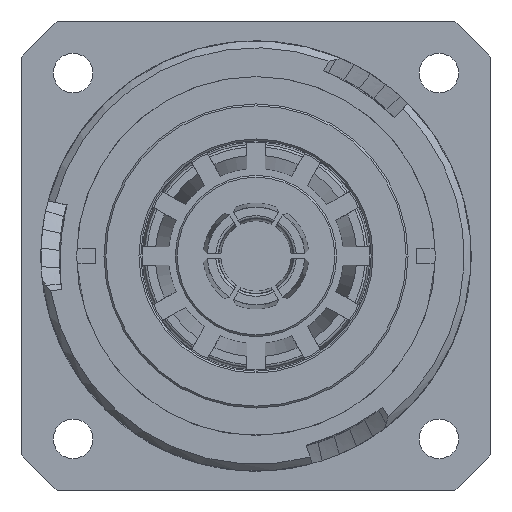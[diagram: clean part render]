
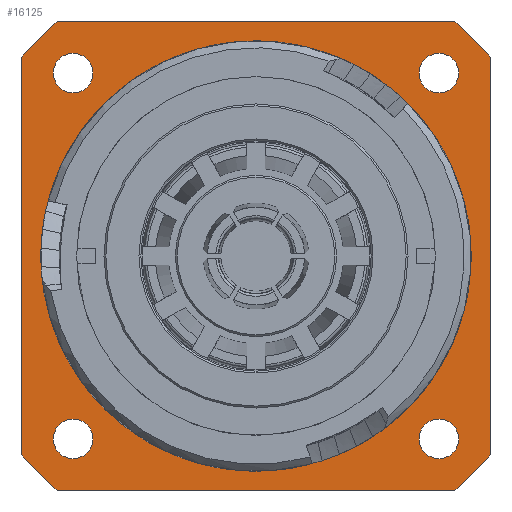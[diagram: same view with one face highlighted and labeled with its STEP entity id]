
A CAD part, left-side view. The second image highlights one B-rep face of the part: STEP entity #16125.
In plain terms, the highlighted planar face has unit normal (-1, 0, 0).
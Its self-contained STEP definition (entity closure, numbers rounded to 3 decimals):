
#327=CARTESIAN_POINT('',(24.15,0.,0.));
#328=DIRECTION('',(1.,0.,0.));
#329=DIRECTION('',(0.,1.,0.));
#330=AXIS2_PLACEMENT_3D('',#327,#328,#329);
#1271=CARTESIAN_POINT('',(24.15,0.,0.));
#1272=DIRECTION('',(-1.,0.,0.));
#1273=DIRECTION('',(0.,1.,0.));
#1274=AXIS2_PLACEMENT_3D('',#1271,#1272,#1273);
#2994=DIRECTION('',(0.,1.,0.));
#2995=VECTOR('',#2994,43.192);
#2996=CARTESIAN_POINT('',(24.15,-21.596,-25.4));
#2997=LINE('816',#2996,#2995);
#2998=CARTESIAN_POINT('',(24.15,0.,0.));
#2999=DIRECTION('',(-1.,0.,0.));
#3000=DIRECTION('',(0.,0.762,-0.648));
#3001=AXIS2_PLACEMENT_3D('',#2998,#2999,#3000);
#3003=DIRECTION('',(0.,0.,1.));
#3004=VECTOR('',#3003,43.192);
#3005=CARTESIAN_POINT('',(24.15,25.4,-21.596));
#3006=LINE('819',#3005,#3004);
#3007=CARTESIAN_POINT('',(24.15,0.,0.));
#3008=DIRECTION('',(1.,0.,0.));
#3009=DIRECTION('',(0.,0.762,0.648));
#3010=AXIS2_PLACEMENT_3D('',#3007,#3008,#3009);
#3012=DIRECTION('',(0.,-1.,0.));
#3013=VECTOR('',#3012,43.192);
#3014=CARTESIAN_POINT('',(24.15,21.596,25.4));
#3015=LINE('818',#3014,#3013);
#3016=CARTESIAN_POINT('',(24.15,0.,0.));
#3017=DIRECTION('',(1.,0.,0.));
#3018=DIRECTION('',(0.,-0.648,0.762));
#3019=AXIS2_PLACEMENT_3D('',#3016,#3017,#3018);
#3021=DIRECTION('',(0.,0.,-1.));
#3022=VECTOR('',#3021,43.192);
#3023=CARTESIAN_POINT('',(24.15,-25.4,21.596));
#3024=LINE('817',#3023,#3022);
#3025=CARTESIAN_POINT('',(24.15,0.,0.));
#3026=DIRECTION('',(-1.,0.,0.));
#3027=DIRECTION('',(0.,-0.648,-0.762));
#3028=AXIS2_PLACEMENT_3D('',#3025,#3026,#3027);
#3030=CARTESIAN_POINT('',(24.15,19.85,-19.85));
#3031=DIRECTION('',(-1.,0.,0.));
#3032=DIRECTION('',(0.,0.,1.));
#3033=AXIS2_PLACEMENT_3D('',#3030,#3031,#3032);
#3035=CARTESIAN_POINT('',(24.15,19.85,-19.85));
#3036=DIRECTION('',(-1.,0.,0.));
#3037=DIRECTION('',(0.,0.,-1.));
#3038=AXIS2_PLACEMENT_3D('',#3035,#3036,#3037);
#3040=CARTESIAN_POINT('',(24.15,19.85,19.85));
#3041=DIRECTION('',(-1.,0.,0.));
#3042=DIRECTION('',(0.,0.,1.));
#3043=AXIS2_PLACEMENT_3D('',#3040,#3041,#3042);
#3045=CARTESIAN_POINT('',(24.15,19.85,19.85));
#3046=DIRECTION('',(-1.,0.,0.));
#3047=DIRECTION('',(0.,0.,-1.));
#3048=AXIS2_PLACEMENT_3D('',#3045,#3046,#3047);
#3050=CARTESIAN_POINT('',(24.15,-19.85,19.85));
#3051=DIRECTION('',(-1.,0.,0.));
#3052=DIRECTION('',(0.,0.,1.));
#3053=AXIS2_PLACEMENT_3D('',#3050,#3051,#3052);
#3055=CARTESIAN_POINT('',(24.15,-19.85,19.85));
#3056=DIRECTION('',(-1.,0.,0.));
#3057=DIRECTION('',(0.,0.,-1.));
#3058=AXIS2_PLACEMENT_3D('',#3055,#3056,#3057);
#3060=CARTESIAN_POINT('',(24.15,-19.85,-19.85));
#3061=DIRECTION('',(-1.,0.,0.));
#3062=DIRECTION('',(0.,0.,1.));
#3063=AXIS2_PLACEMENT_3D('',#3060,#3061,#3062);
#3065=CARTESIAN_POINT('',(24.15,-19.85,-19.85));
#3066=DIRECTION('',(-1.,0.,0.));
#3067=DIRECTION('',(0.,0.,-1.));
#3068=AXIS2_PLACEMENT_3D('',#3065,#3066,#3067);
#7380=CARTESIAN_POINT('',(24.15,23.35,0.));
#7381=CARTESIAN_POINT('',(24.15,-23.35,0.));
#7382=VERTEX_POINT('',#7380);
#7383=VERTEX_POINT('',#7381);
#7400=CARTESIAN_POINT('',(24.15,-21.596,-25.4));
#7401=CARTESIAN_POINT('',(24.15,21.596,-25.4));
#7402=VERTEX_POINT('',#7400);
#7403=VERTEX_POINT('',#7401);
#7404=CARTESIAN_POINT('',(24.15,-25.4,21.596));
#7405=CARTESIAN_POINT('',(24.15,-25.4,-21.596));
#7406=VERTEX_POINT('',#7404);
#7407=VERTEX_POINT('',#7405);
#7408=CARTESIAN_POINT('',(24.15,21.596,25.4));
#7409=CARTESIAN_POINT('',(24.15,-21.596,25.4));
#7410=VERTEX_POINT('',#7408);
#7411=VERTEX_POINT('',#7409);
#7412=CARTESIAN_POINT('',(24.15,25.4,-21.596));
#7413=CARTESIAN_POINT('',(24.15,25.4,21.596));
#7414=VERTEX_POINT('',#7412);
#7415=VERTEX_POINT('',#7413);
#7923=CARTESIAN_POINT('',(24.15,19.85,-17.7));
#7924=CARTESIAN_POINT('',(24.15,19.85,-22.));
#7925=VERTEX_POINT('',#7923);
#7926=VERTEX_POINT('',#7924);
#7927=CARTESIAN_POINT('',(24.15,19.85,22.));
#7928=CARTESIAN_POINT('',(24.15,19.85,17.7));
#7929=VERTEX_POINT('',#7927);
#7930=VERTEX_POINT('',#7928);
#7931=CARTESIAN_POINT('',(24.15,-19.85,22.));
#7932=CARTESIAN_POINT('',(24.15,-19.85,17.7));
#7933=VERTEX_POINT('',#7931);
#7934=VERTEX_POINT('',#7932);
#7935=CARTESIAN_POINT('',(24.15,-19.85,-17.7));
#7936=CARTESIAN_POINT('',(24.15,-19.85,-22.));
#7937=VERTEX_POINT('',#7935);
#7938=VERTEX_POINT('',#7936);
#16074=CARTESIAN_POINT('',(24.15,0.,0.));
#16075=DIRECTION('',(1.,0.,0.));
#16076=DIRECTION('',(0.,-1.,0.));
#16077=AXIS2_PLACEMENT_3D('',#16074,#16075,#16076);
#16078=PLANE('250',#16077);
#16080=ORIENTED_EDGE('816',*,*,#16079,.T.);
#16082=ORIENTED_EDGE('945',*,*,#16081,.F.);
#16084=ORIENTED_EDGE('819',*,*,#16083,.T.);
#16086=ORIENTED_EDGE('941',*,*,#16085,.T.);
#16088=ORIENTED_EDGE('818',*,*,#16087,.T.);
#16090=ORIENTED_EDGE('942',*,*,#16089,.T.);
#16092=ORIENTED_EDGE('817',*,*,#16091,.T.);
#16094=ORIENTED_EDGE('946',*,*,#16093,.F.);
#16095=EDGE_LOOP('250',(#16080,#16082,#16084,#16086,#16088,#16090,#16092,
#16094));
#16096=FACE_OUTER_BOUND('250',#16095,.F.);
#16097=ORIENTED_EDGE('811',*,*,#9354,.T.);
#16098=ORIENTED_EDGE('809',*,*,#9041,.F.);
#16099=EDGE_LOOP('250',(#16097,#16098));
#16100=FACE_BOUND('250',#16099,.F.);
#16102=ORIENTED_EDGE('1399',*,*,#16101,.T.);
#16104=ORIENTED_EDGE('1400',*,*,#16103,.T.);
#16105=EDGE_LOOP('250',(#16102,#16104));
#16106=FACE_BOUND('250',#16105,.F.);
#16108=ORIENTED_EDGE('1401',*,*,#16107,.T.);
#16110=ORIENTED_EDGE('1402',*,*,#16109,.T.);
#16111=EDGE_LOOP('250',(#16108,#16110));
#16112=FACE_BOUND('250',#16111,.F.);
#16114=ORIENTED_EDGE('1403',*,*,#16113,.T.);
#16116=ORIENTED_EDGE('1404',*,*,#16115,.T.);
#16117=EDGE_LOOP('250',(#16114,#16116));
#16118=FACE_BOUND('250',#16117,.F.);
#16120=ORIENTED_EDGE('1405',*,*,#16119,.T.);
#16122=ORIENTED_EDGE('1406',*,*,#16121,.T.);
#16123=EDGE_LOOP('250',(#16120,#16122));
#16124=FACE_BOUND('250',#16123,.F.);
#331=CIRCLE('809',#330,23.35);
#1275=CIRCLE('811',#1274,23.35);
#3002=CIRCLE('945',#3001,33.34);
#3011=CIRCLE('941',#3010,33.34);
#3020=CIRCLE('942',#3019,33.34);
#3029=CIRCLE('946',#3028,33.34);
#3034=CIRCLE('1399',#3033,2.15);
#3039=CIRCLE('1400',#3038,2.15);
#3044=CIRCLE('1401',#3043,2.15);
#3049=CIRCLE('1402',#3048,2.15);
#3054=CIRCLE('1403',#3053,2.15);
#3059=CIRCLE('1404',#3058,2.15);
#3064=CIRCLE('1405',#3063,2.15);
#3069=CIRCLE('1406',#3068,2.15);
#9041=EDGE_CURVE('809',#7382,#7383,#331,.T.);
#9354=EDGE_CURVE('811',#7382,#7383,#1275,.T.);
#16079=EDGE_CURVE('816',#7402,#7403,#2997,.T.);
#16081=EDGE_CURVE('945',#7414,#7403,#3002,.T.);
#16083=EDGE_CURVE('819',#7414,#7415,#3006,.T.);
#16085=EDGE_CURVE('941',#7415,#7410,#3011,.T.);
#16087=EDGE_CURVE('818',#7410,#7411,#3015,.T.);
#16089=EDGE_CURVE('942',#7411,#7406,#3020,.T.);
#16091=EDGE_CURVE('817',#7406,#7407,#3024,.T.);
#16093=EDGE_CURVE('946',#7402,#7407,#3029,.T.);
#16101=EDGE_CURVE('1399',#7925,#7926,#3034,.T.);
#16103=EDGE_CURVE('1400',#7926,#7925,#3039,.T.);
#16107=EDGE_CURVE('1401',#7929,#7930,#3044,.T.);
#16109=EDGE_CURVE('1402',#7930,#7929,#3049,.T.);
#16113=EDGE_CURVE('1403',#7933,#7934,#3054,.T.);
#16115=EDGE_CURVE('1404',#7934,#7933,#3059,.T.);
#16119=EDGE_CURVE('1405',#7937,#7938,#3064,.T.);
#16121=EDGE_CURVE('1406',#7938,#7937,#3069,.T.);
#16125=ADVANCED_FACE('250',(#16096,#16100,#16106,#16112,#16118,#16124),#16078,
.F.);
